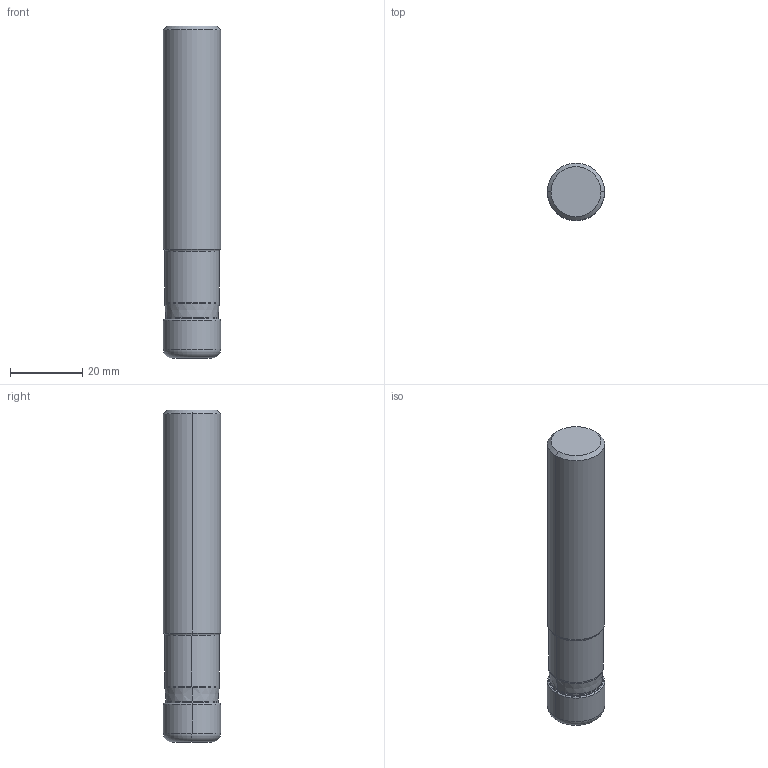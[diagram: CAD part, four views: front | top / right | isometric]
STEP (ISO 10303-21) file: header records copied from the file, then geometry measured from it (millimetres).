
FILE_DESCRIPTION(/* description */ (''),/* implementation_level */ '2;1');
FILE_NAME(/* name */ 'APX3000UR102SA10SB_IR0_094.stp',/* time_stamp */ '2021-09-08T11:46:24+09:00',/* author */ (''),/* organization */ (''),/* preprocessor_version */ 'ST-DEVELOPER v16',/* originating_system */ 'SIEMENS PLM Software NX 10.0',/* authorisation */ '');
FILE_SCHEMA (('AUTOMOTIVE_DESIGN { 1 0 10303 214 3 1 1 1 }'));
Length unit declared in the file: millimetre
Products named in the file (1): APX3000UR102SA10SB_IR0_094_ASM
Bounding box: 15.88 x 15.88 x 92.08 mm (x, y, z)
Volume: 19297.5 mm3; surface area: 5700.1 mm2
Topology: 2 solids, 2 shells, 62 faces, 158 edges, 116 vertices
Faces by surface type: torus 24, cone 20, cylinder 8, bspline 6, plane 4
Entity records: 2222 total; most frequent: CARTESIAN_POINT 498, DIRECTION 411, ORIENTED_EDGE 290, AXIS2_PLACEMENT_3D 189, EDGE_CURVE 145, CIRCLE 122, VERTEX_POINT 87, EDGE_LOOP 64
